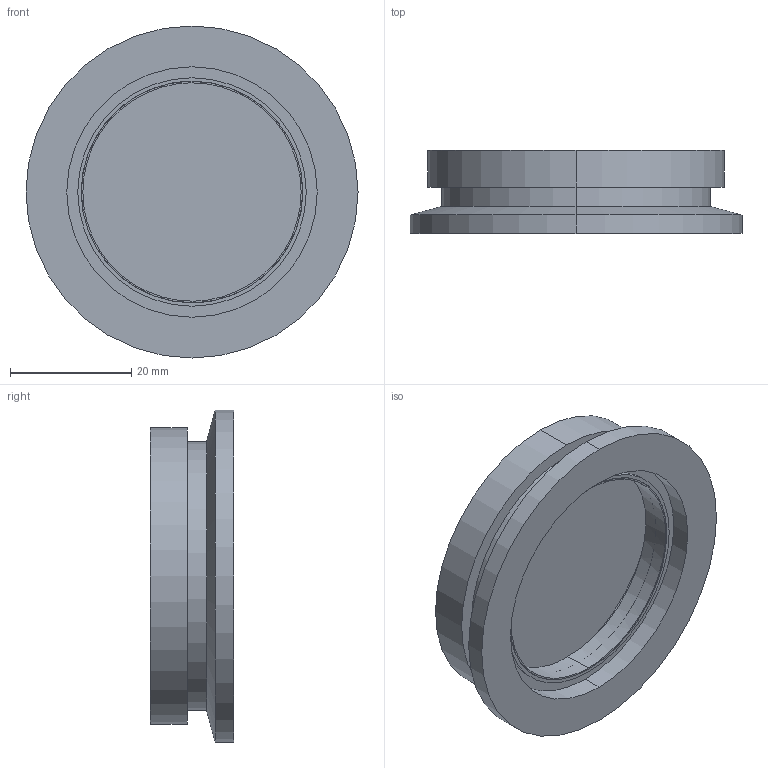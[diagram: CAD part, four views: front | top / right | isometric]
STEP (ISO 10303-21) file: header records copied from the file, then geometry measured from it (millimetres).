
FILE_DESCRIPTION (( 'STEP AP214' ), '1' );
FILE_NAME ('120GSG040-silica-uv.step', '2017-07-10T07:13:33', ( 'install' ), ( '' ), 'SwSTEP 2.0', 'SolidWorks 2015', '' );
FILE_SCHEMA (( 'AUTOMOTIVE_DESIGN' ));
Length unit declared in the file: inch
Products named in the file (1): 120GSG040-silica-uv
Bounding box: 54.86 x 13.72 x 54.86 mm (x, y, z)
Surface area: 12434.1 mm2 (no closed solid volume)
Topology: 0 solids, 4 shells, 38 faces, 86 edges, 56 vertices
Faces by surface type: cylinder 24, plane 10, bspline 2, cone 2
Entity records: 1929 total; most frequent: CARTESIAN_POINT 1021, DIRECTION 168, ORIENTED_EDGE 160, EDGE_CURVE 82, AXIS2_PLACEMENT_3D 71, VERTEX_POINT 54, EDGE_LOOP 46, FACE_OUTER_BOUND 38
